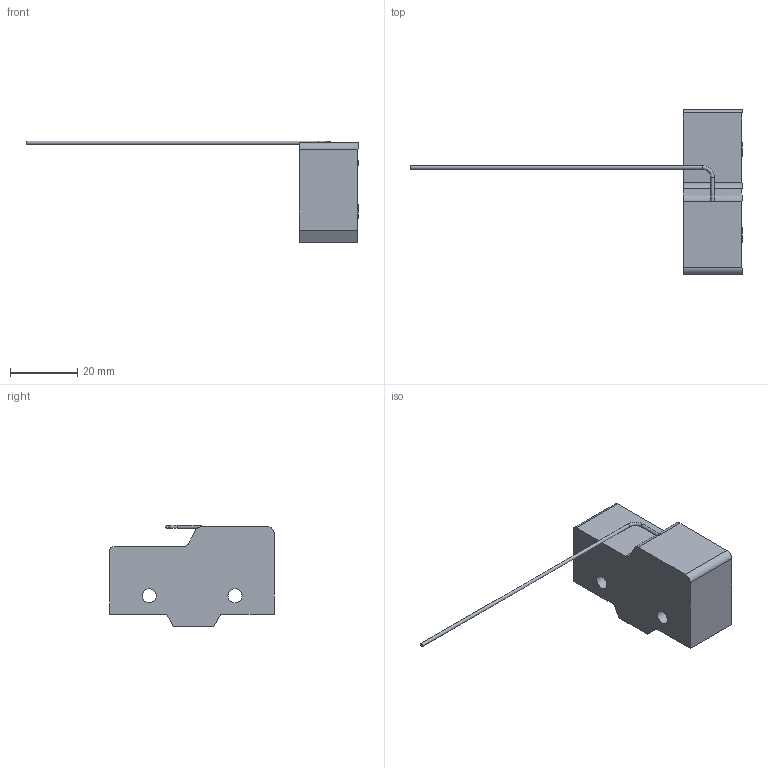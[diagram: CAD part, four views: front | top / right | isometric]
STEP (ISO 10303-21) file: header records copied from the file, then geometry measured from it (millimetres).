
FILE_DESCRIPTION( ( '' ), ' ' );
FILE_NAME( '5ed3270a9a1f740f8e4cca6d.step', '2020-05-31T03:39:54', ( '' ), ( '' ), ' ', ' ', ' ' );
FILE_SCHEMA( ( 'AUTOMOTIVE_DESIGN { 1 0 10303 214 1 1 1 1 }' ) );
Length unit declared in the file: metre
Products named in the file (1): Position Switch
Bounding box: 98.75 x 49 x 30.3 mm (x, y, z)
Volume: 20227 mm3; surface area: 5706.7 mm2
Topology: 1 solids, 1 shells, 23 faces, 60 edges, 39 vertices
Faces by surface type: plane 14, cylinder 8, torus 1
Full cylindrical faces by diameter (mm): 1 x2, 4.2 x2
Entity records: 892 total; most frequent: CARTESIAN_POINT 137, DIRECTION 116, ORIENTED_EDGE 106, EDGE_CURVE 53, AXIS2_PLACEMENT_3D 40, VERTEX_POINT 37, LINE 36, VECTOR 36
